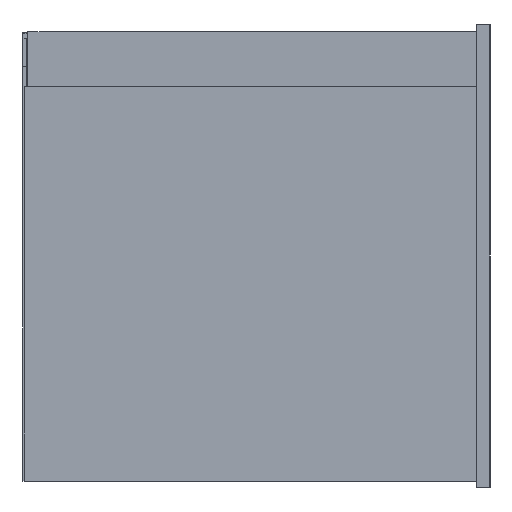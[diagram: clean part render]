
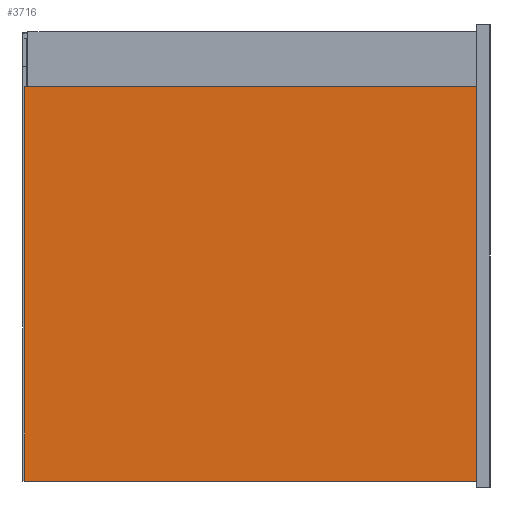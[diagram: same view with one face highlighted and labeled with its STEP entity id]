
A CAD part, left-side view. The second image highlights one B-rep face of the part: STEP entity #3716.
In plain terms, the highlighted planar face has unit normal (-1, 0, 0).
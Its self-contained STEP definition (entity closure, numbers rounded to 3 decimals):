
#308=FACE_OUTER_BOUND('',#527,.T.);
#527=EDGE_LOOP('',(#3115,#3116,#3117,#3118));
#907=LINE('',#5889,#1361);
#911=LINE('',#5897,#1365);
#914=LINE('',#5903,#1368);
#917=LINE('',#5908,#1371);
#1361=VECTOR('',#4845,10.);
#1365=VECTOR('',#4851,10.);
#1368=VECTOR('',#4856,10.);
#1371=VECTOR('',#4861,10.);
#1745=VERTEX_POINT('',#5887);
#1746=VERTEX_POINT('',#5888);
#1749=VERTEX_POINT('',#5896);
#1751=VERTEX_POINT('',#5902);
#2211=EDGE_CURVE('',#1745,#1746,#907,.T.);
#2215=EDGE_CURVE('',#1746,#1749,#911,.T.);
#2218=EDGE_CURVE('',#1749,#1751,#914,.T.);
#2221=EDGE_CURVE('',#1751,#1745,#917,.T.);
#3115=ORIENTED_EDGE('',*,*,#2221,.T.);
#3116=ORIENTED_EDGE('',*,*,#2211,.T.);
#3117=ORIENTED_EDGE('',*,*,#2215,.T.);
#3118=ORIENTED_EDGE('',*,*,#2218,.T.);
#3497=PLANE('',#4034);
#3716=ADVANCED_FACE('',(#308),#3497,.T.);
#4034=AXIS2_PLACEMENT_3D('',#5910,#4863,#4864);
#4845=DIRECTION('',(0.,0.,1.));
#4851=DIRECTION('',(0.,1.,0.));
#4856=DIRECTION('',(0.,0.,-1.));
#4861=DIRECTION('',(0.,-1.,0.));
#4863=DIRECTION('center_axis',(-1.,0.,0.));
#4864=DIRECTION('ref_axis',(0.,0.,1.));
#5887=CARTESIAN_POINT('',(-718.,0.,-338.5));
#5888=CARTESIAN_POINT('',(-718.,0.,254.5));
#5889=CARTESIAN_POINT('',(-718.,0.,-347.5));
#5896=CARTESIAN_POINT('',(-718.,680.,254.5));
#5897=CARTESIAN_POINT('',(-718.,0.,254.5));
#5902=CARTESIAN_POINT('',(-718.,680.,-338.5));
#5903=CARTESIAN_POINT('',(-718.,680.,254.5));
#5908=CARTESIAN_POINT('',(-718.,680.,-338.5));
#5910=CARTESIAN_POINT('Origin',(-718.,340.,-42.));
